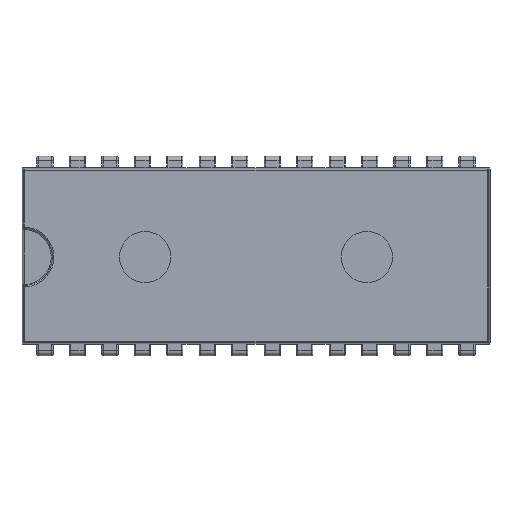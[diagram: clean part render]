
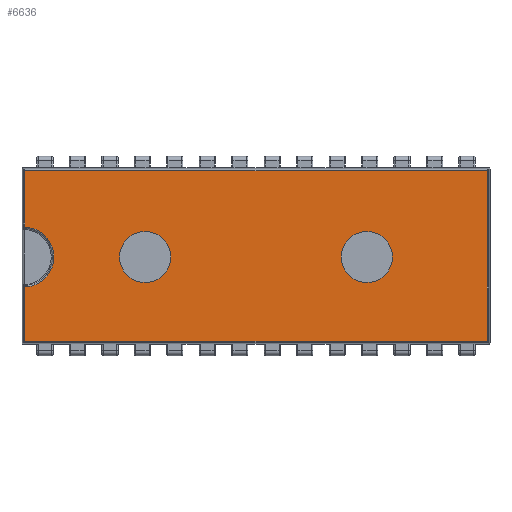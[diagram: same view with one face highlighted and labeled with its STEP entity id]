
A CAD part, top view. The second image highlights one B-rep face of the part: STEP entity #6636.
In plain terms, the highlighted planar face has unit normal (0, 0, 1).
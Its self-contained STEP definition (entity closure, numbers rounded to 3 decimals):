
#135=FACE_BOUND('',#950,.T.);
#136=FACE_BOUND('',#951,.T.);
#295=PLANE('',#7294);
#587=FACE_OUTER_BOUND('',#949,.T.);
#949=EDGE_LOOP('',(#5326,#5327,#5328,#5329,#5330,#5331));
#950=EDGE_LOOP('',(#5332));
#951=EDGE_LOOP('',(#5333));
#1699=LINE('',#11581,#2331);
#1700=LINE('',#11585,#2332);
#1701=LINE('',#11587,#2333);
#1702=LINE('',#11589,#2334);
#1703=LINE('',#11590,#2335);
#2331=VECTOR('',#8999,10.);
#2332=VECTOR('',#9004,10.);
#2333=VECTOR('',#9005,10.);
#2334=VECTOR('',#9006,10.);
#2335=VECTOR('',#9007,10.);
#2582=CIRCLE('',#7284,2.35);
#2587=CIRCLE('',#7295,2.);
#2588=CIRCLE('',#7296,2.);
#3195=VERTEX_POINT('',#11537);
#3196=VERTEX_POINT('',#11539);
#3202=VERTEX_POINT('',#11580);
#3203=VERTEX_POINT('',#11584);
#3204=VERTEX_POINT('',#11586);
#3205=VERTEX_POINT('',#11588);
#3206=VERTEX_POINT('',#11591);
#3207=VERTEX_POINT('',#11593);
#4045=EDGE_CURVE('',#3196,#3195,#2582,.T.);
#4055=EDGE_CURVE('',#3195,#3202,#1699,.T.);
#4057=EDGE_CURVE('',#3203,#3196,#1700,.T.);
#4058=EDGE_CURVE('',#3204,#3203,#1701,.T.);
#4059=EDGE_CURVE('',#3205,#3204,#1702,.T.);
#4060=EDGE_CURVE('',#3202,#3205,#1703,.T.);
#4061=EDGE_CURVE('',#3206,#3206,#2587,.T.);
#4062=EDGE_CURVE('',#3207,#3207,#2588,.T.);
#5326=ORIENTED_EDGE('',*,*,#4045,.F.);
#5327=ORIENTED_EDGE('',*,*,#4057,.F.);
#5328=ORIENTED_EDGE('',*,*,#4058,.F.);
#5329=ORIENTED_EDGE('',*,*,#4059,.F.);
#5330=ORIENTED_EDGE('',*,*,#4060,.F.);
#5331=ORIENTED_EDGE('',*,*,#4055,.F.);
#5332=ORIENTED_EDGE('',*,*,#4061,.T.);
#5333=ORIENTED_EDGE('',*,*,#4062,.T.);
#6636=ADVANCED_FACE('',(#587,#135,#136),#295,.T.);
#7284=AXIS2_PLACEMENT_3D('',#11541,#8976,#8977);
#7294=AXIS2_PLACEMENT_3D('',#11583,#9002,#9003);
#7295=AXIS2_PLACEMENT_3D('',#11592,#9008,#9009);
#7296=AXIS2_PLACEMENT_3D('',#11594,#9010,#9011);
#8976=DIRECTION('center_axis',(0.,0.,1.));
#8977=DIRECTION('ref_axis',(1.,0.,0.));
#8999=DIRECTION('',(0.,1.,0.));
#9002=DIRECTION('center_axis',(0.,0.,1.));
#9003=DIRECTION('ref_axis',(1.,0.,0.));
#9004=DIRECTION('',(0.,1.,0.));
#9005=DIRECTION('',(-1.,0.,0.));
#9006=DIRECTION('',(0.,-1.,0.));
#9007=DIRECTION('',(1.,0.,0.));
#9008=DIRECTION('center_axis',(0.,0.,-1.));
#9009=DIRECTION('ref_axis',(-1.,0.,0.));
#9010=DIRECTION('center_axis',(0.,0.,-1.));
#9011=DIRECTION('ref_axis',(-1.,0.,0.));
#11537=CARTESIAN_POINT('',(-0.772,10.158,3.85));
#11539=CARTESIAN_POINT('',(-0.772,5.462,3.85));
#11541=CARTESIAN_POINT('Origin',(-0.865,7.81,3.85));
#11580=CARTESIAN_POINT('',(-0.772,14.572,3.85));
#11581=CARTESIAN_POINT('',(-0.772,9.625,3.85));
#11583=CARTESIAN_POINT('Origin',(17.305,7.9,3.85));
#11584=CARTESIAN_POINT('',(-0.772,1.228,3.85));
#11585=CARTESIAN_POINT('',(-0.772,9.625,3.85));
#11586=CARTESIAN_POINT('',(35.382,1.228,3.85));
#11587=CARTESIAN_POINT('',(12.729,1.228,3.85));
#11588=CARTESIAN_POINT('',(35.382,14.572,3.85));
#11589=CARTESIAN_POINT('',(35.382,6.175,3.85));
#11590=CARTESIAN_POINT('',(21.881,14.572,3.85));
#11591=CARTESIAN_POINT('',(27.975,7.811,3.85));
#11592=CARTESIAN_POINT('Origin',(25.975,7.811,3.85));
#11593=CARTESIAN_POINT('',(10.635,7.811,3.85));
#11594=CARTESIAN_POINT('Origin',(8.635,7.811,3.85));
